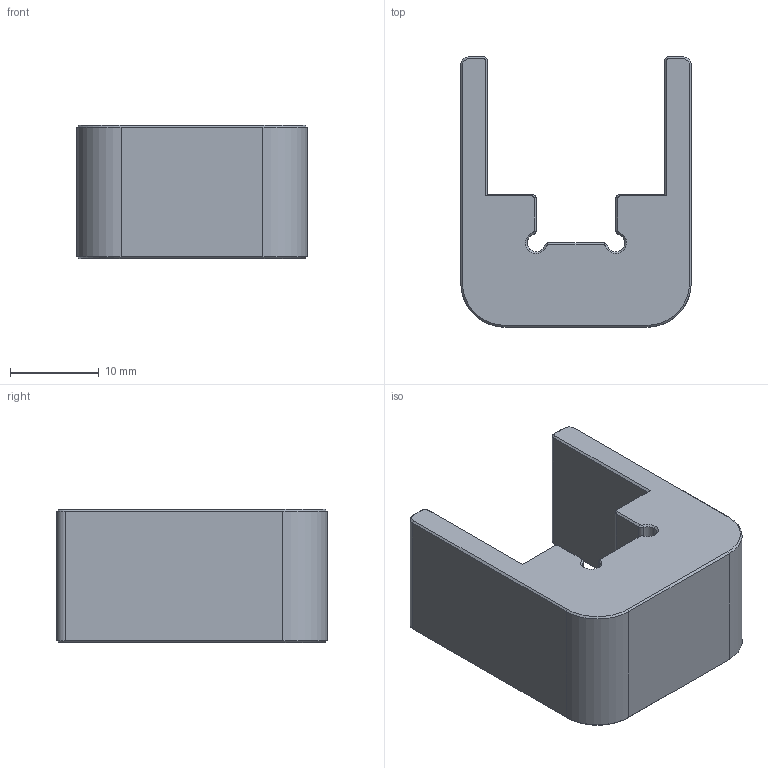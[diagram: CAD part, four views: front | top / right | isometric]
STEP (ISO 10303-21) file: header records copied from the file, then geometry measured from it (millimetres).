
FILE_DESCRIPTION (( 'STEP AP203' ), '1' );
FILE_NAME ('蚾饜落翑隅弇輸.STEP', '2023-07-26T23:23:25', ( 'Leo' ), ( '' ), 'SwSTEP 2.0', 'SolidWorks 2018', '' );
FILE_SCHEMA (( 'CONFIG_CONTROL_DESIGN' ));
Length unit declared in the file: millimetre
Products named in the file (1): 蚾饜落翑隅弇輸
Bounding box: 26 x 30.5 x 15 mm (x, y, z)
Volume: 6253.3 mm3; surface area: 3106.4 mm2
Topology: 1 solids, 1 shells, 83 faces, 190 edges, 109 vertices
Faces by surface type: plane 38, cone 30, cylinder 15
Entity records: 2358 total; most frequent: DIRECTION 419, CARTESIAN_POINT 383, ORIENTED_EDGE 380, EDGE_CURVE 190, AXIS2_PLACEMENT_3D 145, VECTOR 129, LINE 129, VERTEX_POINT 109
